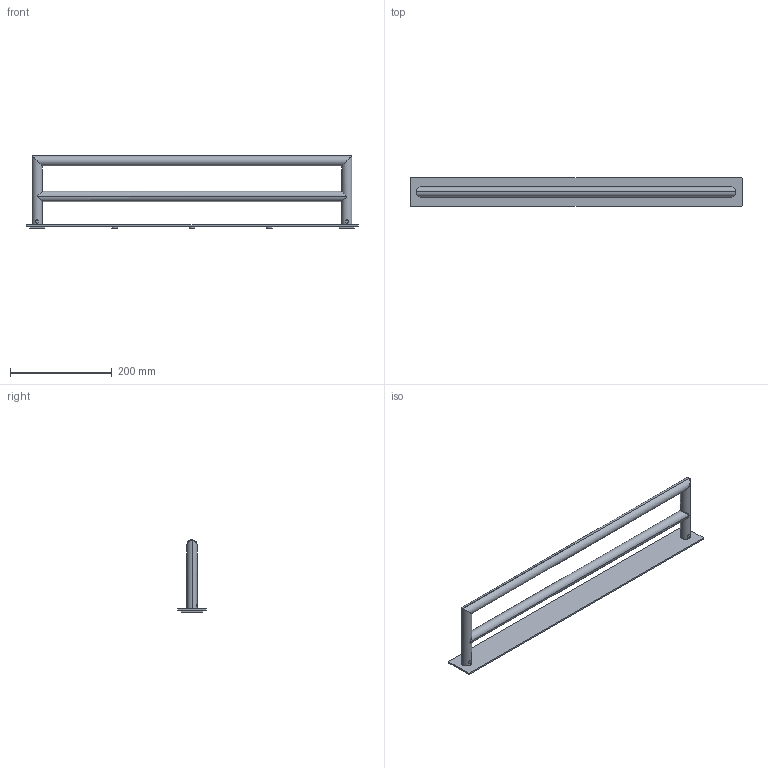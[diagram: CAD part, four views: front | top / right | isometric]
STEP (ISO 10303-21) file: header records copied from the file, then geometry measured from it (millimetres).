
FILE_DESCRIPTION((''),'2;1');
FILE_NAME('2822-24','2022-02-14T14:10:12',('jinson.thomas'),(''),'CREO PARAMETRIC BY PTC INC, 2018400','CREO PARAMETRIC BY PTC INC, 2018400','');
FILE_SCHEMA(('CONFIG_CONTROL_DESIGN'));
Length unit declared in the file: inch
Products named in the file (1): 2822-24
Bounding box: 653.6 x 56 x 142.61 mm (x, y, z)
Volume: 362258.1 mm3; surface area: 219398 mm2
Topology: 1 solids, 2 shells, 98 faces, 236 edges, 154 vertices
Faces by surface type: cylinder 50, plane 30, torus 18
Entity records: 4643 total; most frequent: CARTESIAN_POINT 2301, DIRECTION 480, ORIENTED_EDGE 472, EDGE_CURVE 236, AXIS2_PLACEMENT_3D 190, VERTEX_POINT 154, EDGE_LOOP 114, VECTOR 100
